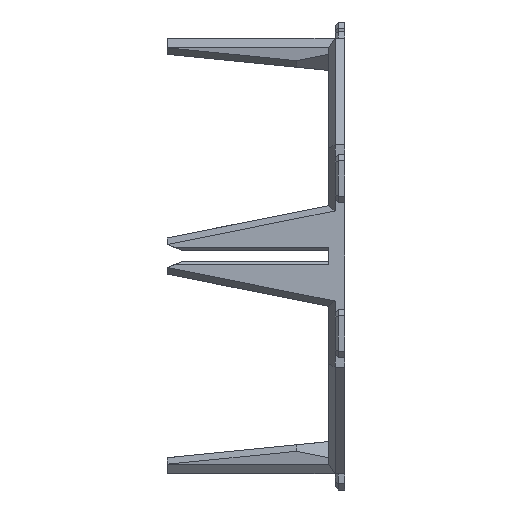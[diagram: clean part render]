
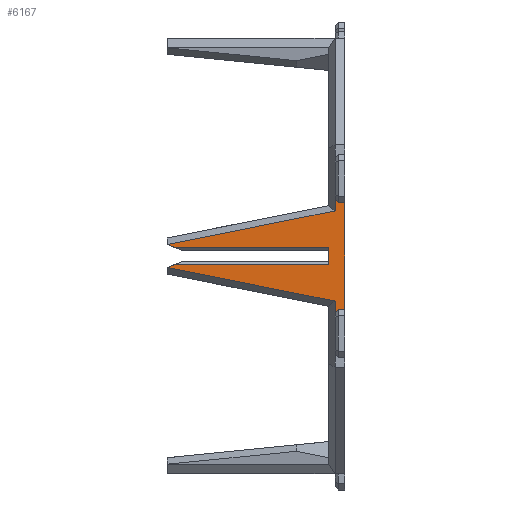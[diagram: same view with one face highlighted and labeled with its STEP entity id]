
A CAD part, left-side view. The second image highlights one B-rep face of the part: STEP entity #6167.
In plain terms, the highlighted planar face has unit normal (-1, 0, 0).
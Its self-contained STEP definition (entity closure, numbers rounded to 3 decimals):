
#111=FACE_OUTER_BOUND('',#450,.T.);
#450=EDGE_LOOP('',(#4559,#4560,#4561,#4562,#4563,#4564,#4565,#4566,#4567,
#4568,#4569,#4570,#4571,#4572));
#763=LINE('',#8446,#1663);
#970=LINE('',#8859,#1870);
#980=LINE('',#8880,#1880);
#987=LINE('',#8893,#1887);
#1015=LINE('',#8948,#1915);
#1105=LINE('',#9130,#2005);
#1126=LINE('',#9169,#2026);
#1127=LINE('',#9172,#2027);
#1128=LINE('',#9174,#2028);
#1129=LINE('',#9175,#2029);
#1130=LINE('',#9177,#2030);
#1131=LINE('',#9178,#2031);
#1132=LINE('',#9179,#2032);
#1133=LINE('',#9180,#2033);
#1663=VECTOR('',#6827,10.);
#1870=VECTOR('',#7080,10.);
#1880=VECTOR('',#7094,10.);
#1887=VECTOR('',#7105,10.);
#1915=VECTOR('',#7149,10.);
#2005=VECTOR('',#7303,10.);
#2026=VECTOR('',#7348,10.);
#2027=VECTOR('',#7351,10.);
#2028=VECTOR('',#7352,10.);
#2029=VECTOR('',#7353,10.);
#2030=VECTOR('',#7354,10.);
#2031=VECTOR('',#7355,10.);
#2032=VECTOR('',#7356,10.);
#2033=VECTOR('',#7357,10.);
#2562=VERTEX_POINT('',#8443);
#2563=VERTEX_POINT('',#8445);
#2745=VERTEX_POINT('',#8856);
#2746=VERTEX_POINT('',#8858);
#2754=VERTEX_POINT('',#8877);
#2755=VERTEX_POINT('',#8879);
#2759=VERTEX_POINT('',#8891);
#2777=VERTEX_POINT('',#8945);
#2778=VERTEX_POINT('',#8947);
#2837=VERTEX_POINT('',#9127);
#2838=VERTEX_POINT('',#9129);
#2845=VERTEX_POINT('',#9171);
#2846=VERTEX_POINT('',#9173);
#2847=VERTEX_POINT('',#9176);
#3127=EDGE_CURVE('',#2563,#2562,#763,.T.);
#3334=EDGE_CURVE('',#2745,#2746,#970,.T.);
#3344=EDGE_CURVE('',#2754,#2755,#980,.T.);
#3351=EDGE_CURVE('',#2759,#2754,#987,.T.);
#3379=EDGE_CURVE('',#2777,#2778,#1015,.T.);
#3469=EDGE_CURVE('',#2838,#2837,#1105,.T.);
#3490=EDGE_CURVE('',#2837,#2563,#1126,.T.);
#3491=EDGE_CURVE('',#2562,#2845,#1127,.T.);
#3492=EDGE_CURVE('',#2845,#2846,#1128,.T.);
#3493=EDGE_CURVE('',#2746,#2846,#1129,.T.);
#3494=EDGE_CURVE('',#2847,#2745,#1130,.T.);
#3495=EDGE_CURVE('',#2778,#2847,#1131,.T.);
#3496=EDGE_CURVE('',#2755,#2777,#1132,.T.);
#3497=EDGE_CURVE('',#2838,#2759,#1133,.T.);
#4559=ORIENTED_EDGE('',*,*,#3490,.T.);
#4560=ORIENTED_EDGE('',*,*,#3127,.T.);
#4561=ORIENTED_EDGE('',*,*,#3491,.T.);
#4562=ORIENTED_EDGE('',*,*,#3492,.T.);
#4563=ORIENTED_EDGE('',*,*,#3493,.F.);
#4564=ORIENTED_EDGE('',*,*,#3334,.F.);
#4565=ORIENTED_EDGE('',*,*,#3494,.F.);
#4566=ORIENTED_EDGE('',*,*,#3495,.F.);
#4567=ORIENTED_EDGE('',*,*,#3379,.F.);
#4568=ORIENTED_EDGE('',*,*,#3496,.F.);
#4569=ORIENTED_EDGE('',*,*,#3344,.F.);
#4570=ORIENTED_EDGE('',*,*,#3351,.F.);
#4571=ORIENTED_EDGE('',*,*,#3497,.F.);
#4572=ORIENTED_EDGE('',*,*,#3469,.T.);
#5841=PLANE('',#6507);
#6167=ADVANCED_FACE('',(#111),#5841,.T.);
#6507=AXIS2_PLACEMENT_3D('',#9170,#7349,#7350);
#6827=DIRECTION('',(0.,0.,1.));
#7080=DIRECTION('',(0.,-0.981,0.196));
#7094=DIRECTION('',(0.,-0.928,0.371));
#7105=DIRECTION('',(0.,0.981,0.196));
#7149=DIRECTION('',(0.,0.,1.));
#7303=DIRECTION('',(0.,-0.707,0.707));
#7348=DIRECTION('',(0.,-1.,0.));
#7349=DIRECTION('center_axis',(-1.,0.,0.));
#7350=DIRECTION('ref_axis',(0.,0.,1.));
#7351=DIRECTION('',(0.,1.,0.));
#7352=DIRECTION('',(0.,0.707,0.707));
#7353=DIRECTION('',(0.,0.,1.));
#7354=DIRECTION('',(0.,0.928,0.371));
#7355=DIRECTION('',(0.,1.,0.));
#7356=DIRECTION('',(0.,-1.,0.));
#7357=DIRECTION('',(0.,0.,1.));
#8443=CARTESIAN_POINT('',(-67.5,0.,16.5));
#8445=CARTESIAN_POINT('',(-67.5,0.,-16.5));
#8446=CARTESIAN_POINT('',(-67.5,0.,-34.5));
#8856=CARTESIAN_POINT('',(-67.5,54.934,3.574));
#8858=CARTESIAN_POINT('',(-67.5,3.,13.96));
#8859=CARTESIAN_POINT('',(-67.5,19.521,10.656));
#8877=CARTESIAN_POINT('',(-67.5,54.934,-3.574));
#8879=CARTESIAN_POINT('',(-67.5,52.5,-2.6));
#8880=CARTESIAN_POINT('',(-67.5,35.371,4.252));
#8891=CARTESIAN_POINT('',(-67.5,3.,-13.96));
#8893=CARTESIAN_POINT('',(-67.5,12.887,-11.983));
#8945=CARTESIAN_POINT('',(-67.5,5.,-2.6));
#8947=CARTESIAN_POINT('',(-67.5,5.,2.6));
#8948=CARTESIAN_POINT('',(-67.5,5.,-34.5));
#9127=CARTESIAN_POINT('',(-67.5,2.,-16.5));
#9129=CARTESIAN_POINT('',(-67.5,3.,-17.5));
#9130=CARTESIAN_POINT('',(-67.5,6.25,-20.75));
#9169=CARTESIAN_POINT('',(-67.5,0.,-16.5));
#9170=CARTESIAN_POINT('Origin',(-67.5,0.,-34.5));
#9171=CARTESIAN_POINT('',(-67.5,2.,16.5));
#9172=CARTESIAN_POINT('',(-67.5,0.,16.5));
#9173=CARTESIAN_POINT('',(-67.5,3.,17.5));
#9174=CARTESIAN_POINT('',(-67.5,-11.,3.5));
#9175=CARTESIAN_POINT('',(-67.5,3.,-17.25));
#9176=CARTESIAN_POINT('',(-67.5,52.5,2.6));
#9177=CARTESIAN_POINT('',(-67.5,23.474,-9.01));
#9178=CARTESIAN_POINT('',(-67.5,2.5,2.6));
#9179=CARTESIAN_POINT('',(-67.5,2.5,-2.6));
#9180=CARTESIAN_POINT('',(-67.5,3.,-17.25));
